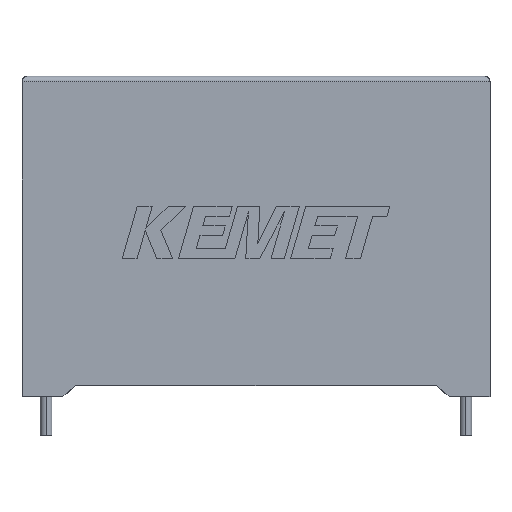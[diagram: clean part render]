
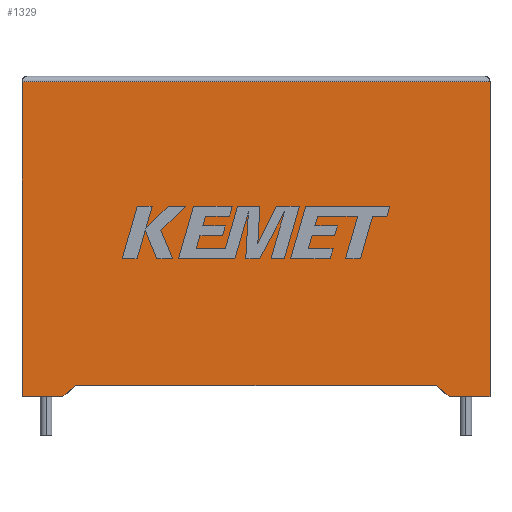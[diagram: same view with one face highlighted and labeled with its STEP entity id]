
A CAD part, top view. The second image highlights one B-rep face of the part: STEP entity #1329.
In plain terms, the highlighted planar face has unit normal (0, 0, 1).
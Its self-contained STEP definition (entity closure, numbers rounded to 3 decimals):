
#60 = VERTEX_POINT ( 'NONE', #1390 ) ;
#71 = LINE ( 'NONE', #1483, #2136 ) ;
#76 = ORIENTED_EDGE ( 'NONE', *, *, #2275, .T. ) ;
#113 = CARTESIAN_POINT ( 'NONE',  ( 0., 0., 16.3 ) ) ;
#114 = DIRECTION ( 'NONE',  ( 0., 1., 0. ) ) ;
#158 = DIRECTION ( 'NONE',  ( -1., 0., 0. ) ) ;
#175 = EDGE_CURVE ( 'NONE', #271, #1813, #71, .T. ) ;
#177 = CARTESIAN_POINT ( 'NONE',  ( 0., 0., 16.3 ) ) ;
#271 = VERTEX_POINT ( 'NONE', #392 ) ;
#286 = VERTEX_POINT ( 'NONE', #1074 ) ;
#316 = DIRECTION ( 'NONE',  ( -0.762, -0.647, 0. ) ) ;
#317 = VERTEX_POINT ( 'NONE', #3042 ) ;
#392 = CARTESIAN_POINT ( 'NONE',  ( 38.15, 0., 16.3 ) ) ;
#454 = CARTESIAN_POINT ( 'NONE',  ( 0., 28.1, 16.3 ) ) ;
#505 = LINE ( 'NONE', #1029, #2343 ) ;
#531 = ORIENTED_EDGE ( 'NONE', *, *, #2527, .T. ) ;
#729 = CARTESIAN_POINT ( 'NONE',  ( 0., 0., 16.3 ) ) ;
#743 = AXIS2_PLACEMENT_3D ( 'NONE', #177, #1769, #158 ) ;
#793 = CARTESIAN_POINT ( 'NONE',  ( 20.9, 0.986, 16.3 ) ) ;
#824 = DIRECTION ( 'NONE',  ( 1., 0., 0. ) ) ;
#838 = CARTESIAN_POINT ( 'NONE',  ( 36.989, 0.986, 16.3 ) ) ;
#854 = CARTESIAN_POINT ( 'NONE',  ( 0., 28.1, 16.3 ) ) ;
#887 = LINE ( 'NONE', #729, #1012 ) ;
#910 = VECTOR ( 'NONE', #1751, 1000. ) ;
#1001 = VECTOR ( 'NONE', #316, 1000. ) ;
#1012 = VECTOR ( 'NONE', #1394, 1000. ) ;
#1024 = EDGE_CURVE ( 'NONE', #2021, #271, #505, .T. ) ;
#1029 = CARTESIAN_POINT ( 'NONE',  ( 38.15, 0., 16.3 ) ) ;
#1074 = CARTESIAN_POINT ( 'NONE',  ( 41.8, 28.1, 16.3 ) ) ;
#1224 = ORIENTED_EDGE ( 'NONE', *, *, #3000, .F. ) ;
#1239 = VECTOR ( 'NONE', #1771, 1000. ) ;
#1249 = LINE ( 'NONE', #2177, #2664 ) ;
#1329 = ADVANCED_FACE ( 'NONE', ( #2206 ), #1965, .F. ) ;
#1375 = EDGE_LOOP ( 'NONE', ( #531, #2838, #2241, #76, #2358, #1224, #2069, #2641 ) ) ;
#1390 = CARTESIAN_POINT ( 'NONE',  ( 3.65, 0., 16.3 ) ) ;
#1394 = DIRECTION ( 'NONE',  ( 0., -1., 0. ) ) ;
#1483 = CARTESIAN_POINT ( 'NONE',  ( 0., 0., 16.3 ) ) ;
#1525 = VERTEX_POINT ( 'NONE', #2751 ) ;
#1598 = CARTESIAN_POINT ( 'NONE',  ( 41.8, 0., 16.3 ) ) ;
#1751 = DIRECTION ( 'NONE',  ( -1., 0., 0. ) ) ;
#1755 = LINE ( 'NONE', #113, #1773 ) ;
#1769 = DIRECTION ( 'NONE',  ( 0., 0., -1. ) ) ;
#1771 = DIRECTION ( 'NONE',  ( -1., 0., 0. ) ) ;
#1773 = VECTOR ( 'NONE', #2958, 1000. ) ;
#1813 = VERTEX_POINT ( 'NONE', #1598 ) ;
#1916 = EDGE_CURVE ( 'NONE', #317, #60, #2935, .T. ) ;
#1965 = PLANE ( 'NONE',  #743 ) ;
#2021 = VERTEX_POINT ( 'NONE', #838 ) ;
#2069 = ORIENTED_EDGE ( 'NONE', *, *, #1024, .T. ) ;
#2089 = VERTEX_POINT ( 'NONE', #454 ) ;
#2136 = VECTOR ( 'NONE', #824, 1000. ) ;
#2177 = CARTESIAN_POINT ( 'NONE',  ( 41.8, 0., 16.3 ) ) ;
#2206 = FACE_OUTER_BOUND ( 'NONE', #1375, .T. ) ;
#2241 = ORIENTED_EDGE ( 'NONE', *, *, #3039, .T. ) ;
#2275 = EDGE_CURVE ( 'NONE', #1525, #60, #1755, .T. ) ;
#2343 = VECTOR ( 'NONE', #2428, 1000. ) ;
#2358 = ORIENTED_EDGE ( 'NONE', *, *, #1916, .F. ) ;
#2409 = LINE ( 'NONE', #854, #1239 ) ;
#2428 = DIRECTION ( 'NONE',  ( 0.762, -0.647, 0. ) ) ;
#2481 = LINE ( 'NONE', #793, #910 ) ;
#2527 = EDGE_CURVE ( 'NONE', #1813, #286, #1249, .T. ) ;
#2641 = ORIENTED_EDGE ( 'NONE', *, *, #175, .T. ) ;
#2652 = CARTESIAN_POINT ( 'NONE',  ( 3.65, 0., 16.3 ) ) ;
#2664 = VECTOR ( 'NONE', #114, 1000. ) ;
#2687 = EDGE_CURVE ( 'NONE', #286, #2089, #2409, .T. ) ;
#2751 = CARTESIAN_POINT ( 'NONE',  ( 0., 0., 16.3 ) ) ;
#2838 = ORIENTED_EDGE ( 'NONE', *, *, #2687, .T. ) ;
#2935 = LINE ( 'NONE', #2652, #1001 ) ;
#2958 = DIRECTION ( 'NONE',  ( 1., 0., 0. ) ) ;
#3000 = EDGE_CURVE ( 'NONE', #2021, #317, #2481, .T. ) ;
#3039 = EDGE_CURVE ( 'NONE', #2089, #1525, #887, .T. ) ;
#3042 = CARTESIAN_POINT ( 'NONE',  ( 4.811, 0.986, 16.3 ) ) ;
